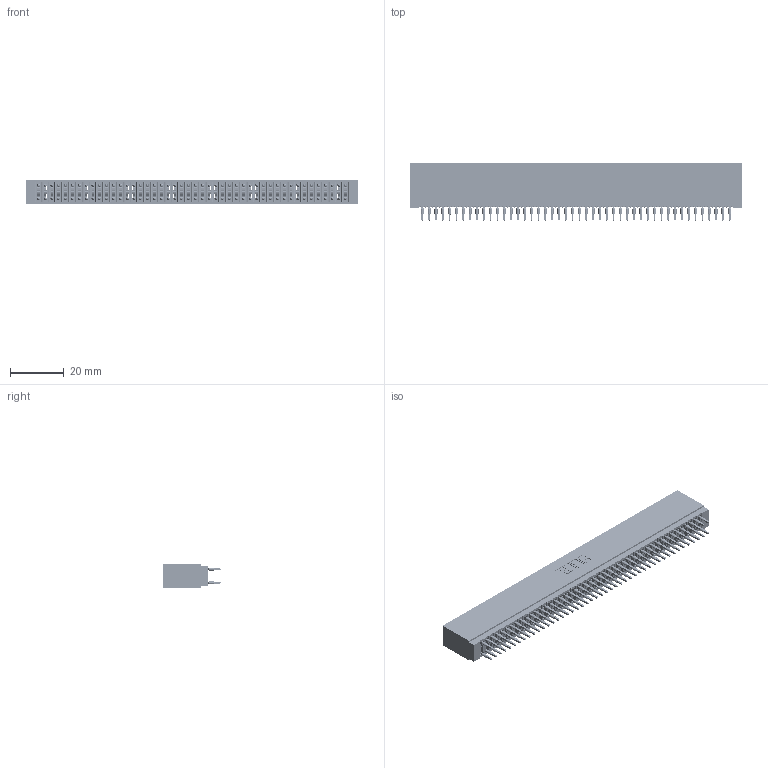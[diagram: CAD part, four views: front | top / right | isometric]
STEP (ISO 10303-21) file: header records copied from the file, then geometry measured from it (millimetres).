
FILE_DESCRIPTION (( 'STEP AP203' ), '1' );
FILE_NAME ('745-092-560-201.STEP', '2026-02-26T22:42:01', ( '' ), ( '' ), 'SwSTEP 2.0', 'SolidWorks 2023', '' );
FILE_SCHEMA (( 'CONFIG_CONTROL_DESIGN' ));
Length unit declared in the file: millimetre
Products named in the file (3): 745 Part_Insulator Option - 01; 745-292-001_560; 745-092-560-201
Assembly tree (93 placements, depth 2):
  745-092-560-201
    745 Part_Insulator Option - 01
    745-292-001_560  x92
Bounding box: 123.44 x 21.22 x 8.89 mm (x, y, z)
Volume: 11433.6 mm3; surface area: 24786.8 mm2
Topology: 93 solids, 93 shells, 9157 faces, 25052 edges, 15904 vertices
Faces by surface type: plane 4747, cylinder 2018, bspline 1840, torus 552
Entity records: 77219 total; most frequent: CARTESIAN_POINT 13897, ORIENTED_EDGE 13340, DIRECTION 11654, EDGE_CURVE 6670, LINE 6204, VECTOR 6204, VERTEX_POINT 4256, AXIS2_PLACEMENT_3D 2725
